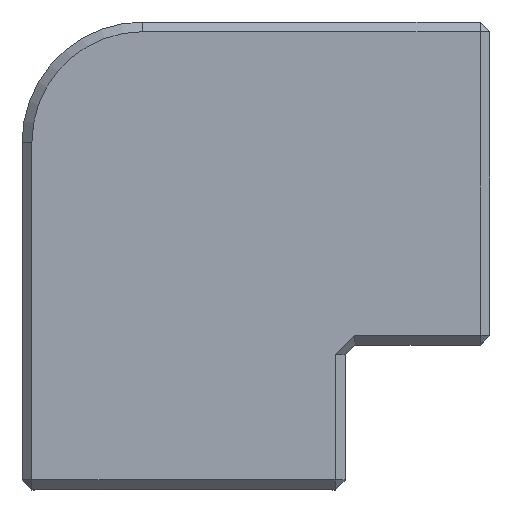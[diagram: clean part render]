
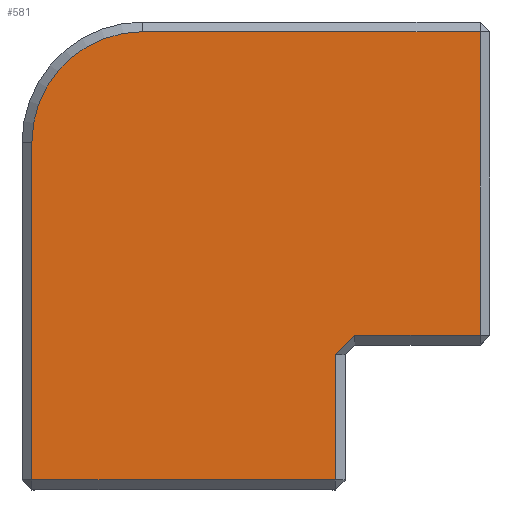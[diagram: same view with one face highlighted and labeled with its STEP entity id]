
A CAD part, top view. The second image highlights one B-rep face of the part: STEP entity #581.
In plain terms, the highlighted planar face has unit normal (0, 0, 1).
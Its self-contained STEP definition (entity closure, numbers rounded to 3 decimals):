
#477=AXIS2_PLACEMENT_3D('Circle Axis2P3D',#475,#476,$) ;
#545=AXIS2_PLACEMENT_3D('Plane Axis2P3D',#542,#543,#544) ;
#217=CARTESIAN_POINT('Line Origine',(38.199,-43.174,14.1)) ;
#221=CARTESIAN_POINT('Vertex',(37.399,-43.974,14.1)) ;
#223=CARTESIAN_POINT('Vertex',(38.999,-42.374,14.1)) ;
#350=CARTESIAN_POINT('Line Origine',(37.399,-35.851,14.1)) ;
#354=CARTESIAN_POINT('Vertex',(37.399,-54.258,14.1)) ;
#465=CARTESIAN_POINT('Vertex',(21.553,-17.444,14.1)) ;
#472=CARTESIAN_POINT('Vertex',(12.469,-26.528,14.1)) ;
#475=CARTESIAN_POINT('Axis2P3D Location',(21.553,-26.528,14.1)) ;
#492=CARTESIAN_POINT('Line Origine',(30.876,-42.374,14.1)) ;
#496=CARTESIAN_POINT('Vertex',(49.283,-42.374,14.1)) ;
#542=CARTESIAN_POINT('Axis2P3D Location',(0.,0.,14.1)) ;
#547=CARTESIAN_POINT('Line Origine',(35.418,-17.444,14.1)) ;
#551=CARTESIAN_POINT('Vertex',(49.283,-17.444,14.1)) ;
#554=CARTESIAN_POINT('Line Origine',(12.469,-40.393,14.1)) ;
#558=CARTESIAN_POINT('Vertex',(12.469,-54.258,14.1)) ;
#561=CARTESIAN_POINT('Line Origine',(24.934,-54.258,14.1)) ;
#566=CARTESIAN_POINT('Line Origine',(49.283,-29.909,14.1)) ;
#218=DIRECTION('Vector Direction',(0.707,0.707,0.)) ;
#351=DIRECTION('Vector Direction',(0.,-1.,0.)) ;
#476=DIRECTION('Axis2P3D Direction',(0.,0.,1.)) ;
#493=DIRECTION('Vector Direction',(1.,0.,0.)) ;
#543=DIRECTION('Axis2P3D Direction',(0.,0.,1.)) ;
#544=DIRECTION('Axis2P3D XDirection',(1.,0.,0.)) ;
#548=DIRECTION('Vector Direction',(-1.,0.,0.)) ;
#555=DIRECTION('Vector Direction',(0.,-1.,0.)) ;
#562=DIRECTION('Vector Direction',(1.,0.,0.)) ;
#567=DIRECTION('Vector Direction',(0.,1.,0.)) ;
#219=VECTOR('Line Direction',#218,1.) ;
#352=VECTOR('Line Direction',#351,1.) ;
#494=VECTOR('Line Direction',#493,1.) ;
#549=VECTOR('Line Direction',#548,1.) ;
#556=VECTOR('Line Direction',#555,1.) ;
#563=VECTOR('Line Direction',#562,1.) ;
#568=VECTOR('Line Direction',#567,1.) ;
#572=ORIENTED_EDGE('',*,*,#553,.T.) ;
#573=ORIENTED_EDGE('',*,*,#479,.T.) ;
#574=ORIENTED_EDGE('',*,*,#560,.T.) ;
#575=ORIENTED_EDGE('',*,*,#565,.T.) ;
#576=ORIENTED_EDGE('',*,*,#356,.T.) ;
#577=ORIENTED_EDGE('',*,*,#225,.T.) ;
#578=ORIENTED_EDGE('',*,*,#498,.F.) ;
#579=ORIENTED_EDGE('',*,*,#570,.T.) ;
#581=ADVANCED_FACE('Body.2',(#580),#546,.T.) ;
#478=CIRCLE('generated circle',#477,9.084) ;
#225=EDGE_CURVE('',#222,#224,#220,.T.) ;
#356=EDGE_CURVE('',#355,#222,#353,.F.) ;
#479=EDGE_CURVE('',#466,#473,#478,.T.) ;
#498=EDGE_CURVE('',#497,#224,#495,.F.) ;
#553=EDGE_CURVE('',#552,#466,#550,.T.) ;
#560=EDGE_CURVE('',#473,#559,#557,.T.) ;
#565=EDGE_CURVE('',#559,#355,#564,.T.) ;
#570=EDGE_CURVE('',#497,#552,#569,.T.) ;
#571=EDGE_LOOP('',(#572,#573,#574,#575,#576,#577,#578,#579)) ;
#580=FACE_OUTER_BOUND('',#571,.T.) ;
#220=LINE('Line',#217,#219) ;
#353=LINE('Line',#350,#352) ;
#495=LINE('Line',#492,#494) ;
#550=LINE('Line',#547,#549) ;
#557=LINE('Line',#554,#556) ;
#564=LINE('Line',#561,#563) ;
#569=LINE('Line',#566,#568) ;
#546=PLANE('',#545) ;
#222=VERTEX_POINT('',#221) ;
#224=VERTEX_POINT('',#223) ;
#355=VERTEX_POINT('',#354) ;
#466=VERTEX_POINT('',#465) ;
#473=VERTEX_POINT('',#472) ;
#497=VERTEX_POINT('',#496) ;
#552=VERTEX_POINT('',#551) ;
#559=VERTEX_POINT('',#558) ;
